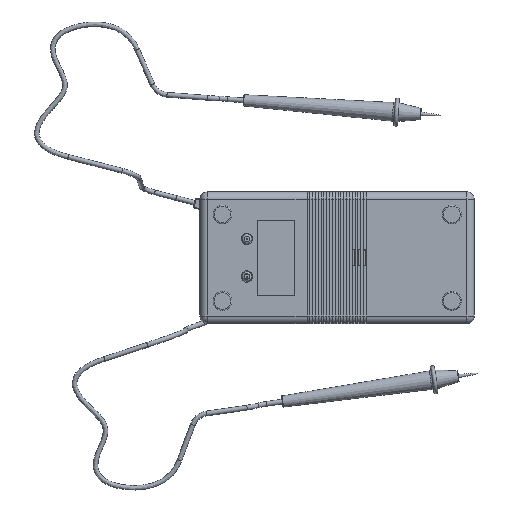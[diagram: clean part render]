
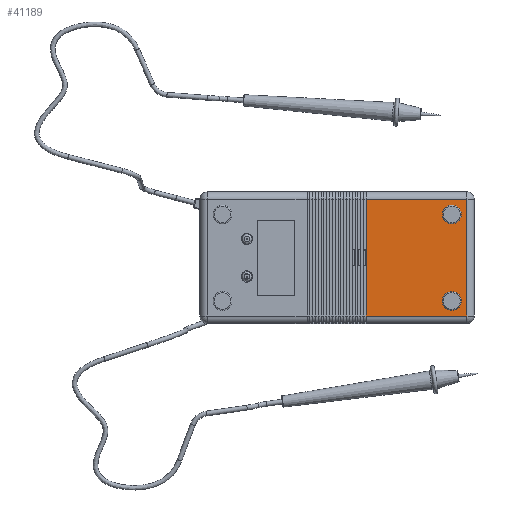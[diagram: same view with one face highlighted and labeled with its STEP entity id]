
A CAD part, front view. The second image highlights one B-rep face of the part: STEP entity #41189.
In plain terms, the highlighted face is planar.
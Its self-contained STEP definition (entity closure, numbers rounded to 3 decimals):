
#2868=FACE_BOUND($,#7719,.T.);
#2869=FACE_BOUND($,#7720,.T.);
#2870=FACE_BOUND($,#7721,.T.);
#3039=CIRCLE($,#42643,5.);
#3042=CIRCLE($,#42649,5.);
#7719=EDGE_LOOP($,(#35156));
#7720=EDGE_LOOP($,(#35157));
#7721=EDGE_LOOP($,(#35158,#35159,#35160,#35161));
#11284=LINE($,#70387,#14980);
#11570=LINE($,#71122,#15266);
#11572=LINE($,#71129,#15268);
#11573=LINE($,#71130,#15269);
#14980=VECTOR($,#48974,62.);
#15266=VECTOR($,#49668,53.5);
#15268=VECTOR($,#49676,62.);
#15269=VECTOR($,#49677,53.5);
#18646=VERTEX_POINT($,#70312);
#18649=VERTEX_POINT($,#70321);
#18672=VERTEX_POINT($,#70384);
#18673=VERTEX_POINT($,#70386);
#18918=VERTEX_POINT($,#71120);
#18920=VERTEX_POINT($,#71128);
#23987=EDGE_CURVE($,#18646,#18646,#3039,.T.);
#23990=EDGE_CURVE($,#18649,#18649,#3042,.T.);
#24021=EDGE_CURVE($,#18673,#18672,#11284,.T.);
#24389=EDGE_CURVE($,#18918,#18672,#11570,.T.);
#24392=EDGE_CURVE($,#18920,#18918,#11572,.T.);
#24393=EDGE_CURVE($,#18673,#18920,#11573,.T.);
#35156=ORIENTED_EDGE($,*,*,#23987,.T.);
#35157=ORIENTED_EDGE($,*,*,#23990,.T.);
#35158=ORIENTED_EDGE($,*,*,#24021,.T.);
#35159=ORIENTED_EDGE($,*,*,#24389,.F.);
#35160=ORIENTED_EDGE($,*,*,#24392,.F.);
#35161=ORIENTED_EDGE($,*,*,#24393,.F.);
#37414=PLANE($,#42873);
#41189=ADVANCED_FACE($,(#2868,#2869,#2870),#37414,.T.);
#42643=AXIS2_PLACEMENT_3D($,#70313,#48903,#48904);
#42649=AXIS2_PLACEMENT_3D($,#70322,#48915,#48916);
#42873=AXIS2_PLACEMENT_3D($,#71127,#49674,#49675);
#48903=DIRECTION('center_axis',(0.,-1.,0.));
#48904=DIRECTION('ref_axis',(-1.,0.,0.));
#48915=DIRECTION('center_axis',(0.,-1.,0.));
#48916=DIRECTION('ref_axis',(-1.,0.,0.));
#48974=DIRECTION($,(0.,0.,1.));
#49668=DIRECTION($,(-1.,0.,0.));
#49674=DIRECTION('center_axis',(0.,1.,0.));
#49675=DIRECTION('ref_axis',(0.,0.,1.));
#49676=DIRECTION($,(0.,0.,1.));
#49677=DIRECTION($,(1.,0.,0.));
#70312=CARTESIAN_POINT('',(66.,15.,23.));
#70313=CARTESIAN_POINT('Origin',(61.,15.,23.));
#70321=CARTESIAN_POINT('',(66.,15.,-23.));
#70322=CARTESIAN_POINT('Origin',(61.,15.,-23.));
#70384=CARTESIAN_POINT('',(15.5,15.,31.));
#70386=CARTESIAN_POINT('',(15.5,15.,-31.));
#70387=CARTESIAN_POINT($,(15.5,15.,0.));
#71120=CARTESIAN_POINT('',(69.,15.,31.));
#71122=CARTESIAN_POINT($,(-36.5,15.,31.));
#71127=CARTESIAN_POINT('Origin',(0.,15.,0.));
#71128=CARTESIAN_POINT('',(69.,15.,-31.));
#71129=CARTESIAN_POINT($,(69.,15.,17.5));
#71130=CARTESIAN_POINT($,(36.5,15.,-31.));
